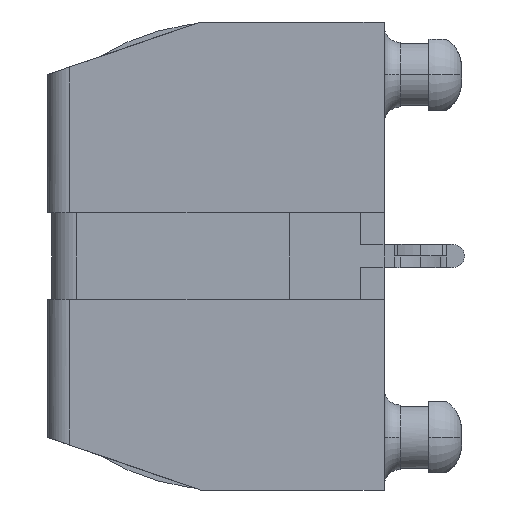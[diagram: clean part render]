
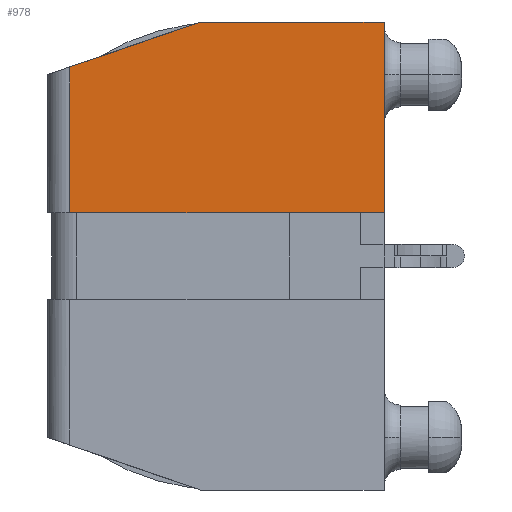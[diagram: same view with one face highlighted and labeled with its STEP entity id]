
A CAD part, left-side view. The second image highlights one B-rep face of the part: STEP entity #978.
In plain terms, the highlighted planar face has unit normal (-1, 0.018, 0).
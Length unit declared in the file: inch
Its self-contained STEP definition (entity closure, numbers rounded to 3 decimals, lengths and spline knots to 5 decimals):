
#83 = ORIENTED_EDGE ( 'NONE', *, *, #6920, .T. ) ;
#121 = LINE ( 'NONE', #548, #5841 ) ;
#140 = ORIENTED_EDGE ( 'NONE', *, *, #1906, .F. ) ;
#303 = DIRECTION ( 'NONE',  ( -0.017, -0.945, 0.326 ) ) ;
#358 = VERTEX_POINT ( 'NONE', #3840 ) ;
#416 = DIRECTION ( 'NONE',  ( 1., -0.017, 0. ) ) ;
#442 = PLANE ( 'NONE',  #3062 ) ;
#548 = CARTESIAN_POINT ( 'NONE',  ( -1.50679, 0.585, 0.4065 ) ) ;
#791 = EDGE_CURVE ( 'NONE', #2988, #1649, #2065, .T. ) ;
#904 = CARTESIAN_POINT ( 'NONE',  ( -1.50747, 0.5457, 0.075 ) ) ;
#978 = ADVANCED_FACE ( 'NONE', ( #6603 ), #442, .F. ) ;
#1139 = VECTOR ( 'NONE', #303, 39.37008 ) ;
#1649 = VERTEX_POINT ( 'NONE', #6991 ) ;
#1906 = EDGE_CURVE ( 'NONE', #5691, #1962, #5175, .T. ) ;
#1912 = DIRECTION ( 'NONE',  ( 0., 0., -1. ) ) ;
#1962 = VERTEX_POINT ( 'NONE', #2535 ) ;
#2065 = LINE ( 'NONE', #4751, #4055 ) ;
#2081 = DIRECTION ( 'NONE',  ( -0.017, -1., 0. ) ) ;
#2413 = CARTESIAN_POINT ( 'NONE',  ( -1.517, 0., 0.4065 ) ) ;
#2535 = CARTESIAN_POINT ( 'NONE',  ( -1.50747, 0.5457, 0.32849 ) ) ;
#2616 = LINE ( 'NONE', #6400, #1139 ) ;
#2958 = LINE ( 'NONE', #6837, #4200 ) ;
#2988 = VERTEX_POINT ( 'NONE', #2413 ) ;
#3062 = AXIS2_PLACEMENT_3D ( 'NONE', #5985, #416, #2081 ) ;
#3376 = ORIENTED_EDGE ( 'NONE', *, *, #5925, .F. ) ;
#3509 = VECTOR ( 'NONE', #6312, 39.37008 ) ;
#3840 = CARTESIAN_POINT ( 'NONE',  ( -1.51143, 0.31915, 0.4065 ) ) ;
#3899 = DIRECTION ( 'NONE',  ( -0.017, -1., 0. ) ) ;
#4055 = VECTOR ( 'NONE', #1912, 39.37008 ) ;
#4200 = VECTOR ( 'NONE', #5125, 39.37008 ) ;
#4751 = CARTESIAN_POINT ( 'NONE',  ( -1.517, 0., -0.4065 ) ) ;
#4919 = ORIENTED_EDGE ( 'NONE', *, *, #791, .F. ) ;
#5125 = DIRECTION ( 'NONE',  ( -0.017, -1., 0. ) ) ;
#5175 = LINE ( 'NONE', #6372, #3509 ) ;
#5601 = ORIENTED_EDGE ( 'NONE', *, *, #5742, .F. ) ;
#5691 = VERTEX_POINT ( 'NONE', #904 ) ;
#5742 = EDGE_CURVE ( 'NONE', #1962, #358, #2616, .T. ) ;
#5841 = VECTOR ( 'NONE', #3899, 39.37008 ) ;
#5925 = EDGE_CURVE ( 'NONE', #358, #2988, #121, .T. ) ;
#5985 = CARTESIAN_POINT ( 'NONE',  ( -1.50679, 0.585, -0.4065 ) ) ;
#6312 = DIRECTION ( 'NONE',  ( 0., 0., 1. ) ) ;
#6372 = CARTESIAN_POINT ( 'NONE',  ( -1.50747, 0.5457, 0.31496 ) ) ;
#6400 = CARTESIAN_POINT ( 'NONE',  ( -1.51074, 0.35836, 0.393 ) ) ;
#6603 = FACE_OUTER_BOUND ( 'NONE', #6730, .T. ) ;
#6730 = EDGE_LOOP ( 'NONE', ( #83, #4919, #3376, #5601, #140 ) ) ;
#6837 = CARTESIAN_POINT ( 'NONE',  ( -1.50679, 0.585, 0.075 ) ) ;
#6920 = EDGE_CURVE ( 'NONE', #5691, #1649, #2958, .T. ) ;
#6991 = CARTESIAN_POINT ( 'NONE',  ( -1.517, 0., 0.075 ) ) ;
